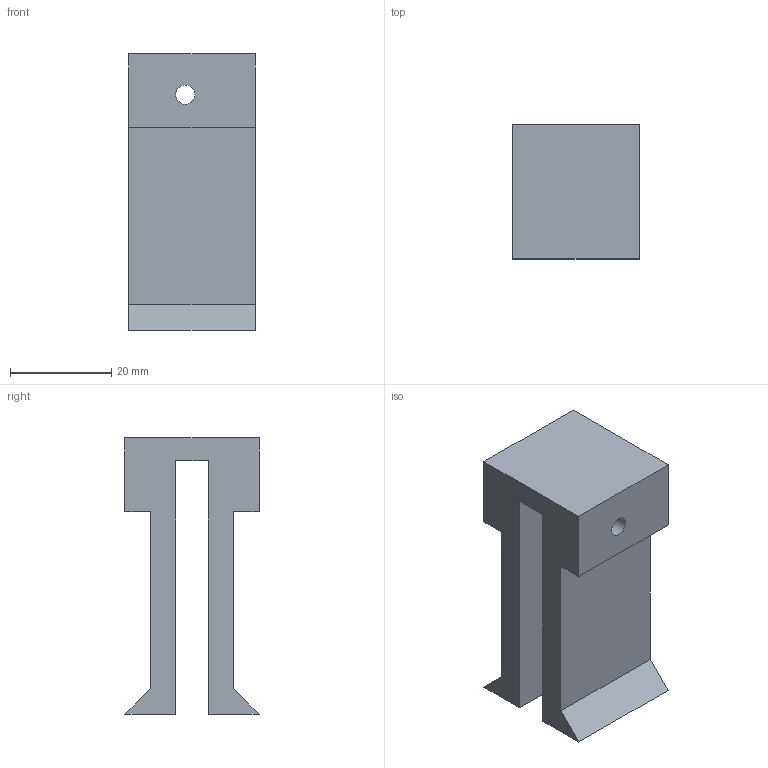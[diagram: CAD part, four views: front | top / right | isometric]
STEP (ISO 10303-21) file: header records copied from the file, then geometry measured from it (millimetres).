
FILE_DESCRIPTION(/* description */ (''),/* implementation_level */ '2;1');
FILE_NAME(/* name */ '32zp.stp',/* time_stamp */ '2019-05-31T11:21:40+08:00',/* author */ (''),/* organization */ (''),/* preprocessor_version */ 'ST-DEVELOPER v16',/* originating_system */ 'SIEMENS PLM Software NX 10.0',/* authorisation */ '');
FILE_SCHEMA (('AUTOMOTIVE_DESIGN { 1 0 10303 214 3 1 1 1 }'));
Length unit declared in the file: millimetre
Products named in the file (1): _model1
Bounding box: 25 x 26.5 x 54.56 mm (x, y, z)
Volume: 18418.7 mm3; surface area: 8591.6 mm2
Topology: 1 solids, 1 shells, 18 faces, 50 edges, 34 vertices
Faces by surface type: plane 16, cylinder 2
Full cylindrical faces by diameter (mm): 3.8 x2
Entity records: 578 total; most frequent: CARTESIAN_POINT 97, ORIENTED_EDGE 92, DIRECTION 88, EDGE_CURVE 46, LINE 42, VECTOR 42, VERTEX_POINT 32, EDGE_LOOP 24
